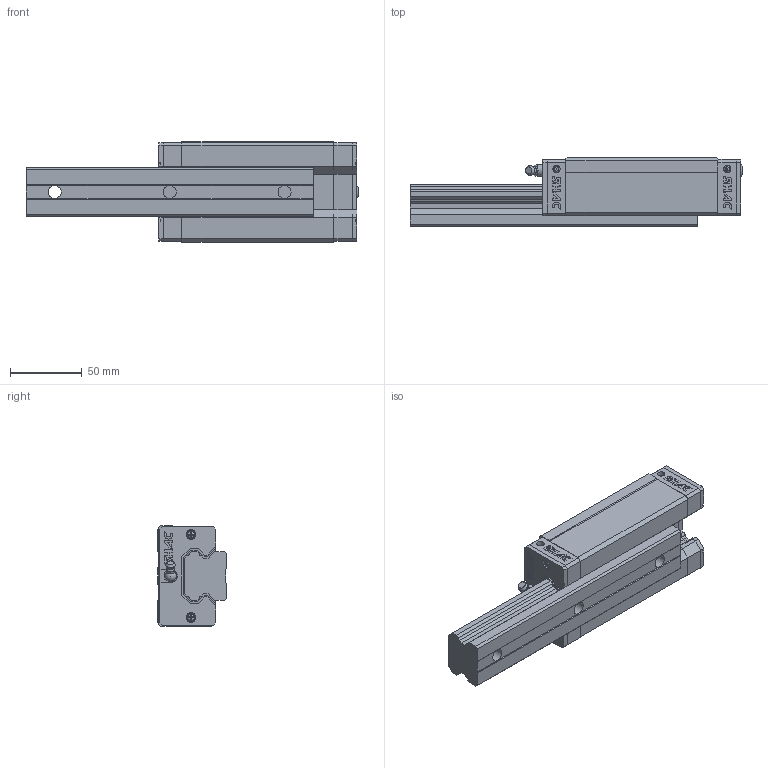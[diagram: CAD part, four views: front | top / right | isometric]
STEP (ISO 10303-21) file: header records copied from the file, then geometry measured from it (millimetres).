
FILE_DESCRIPTION(/* description */ ('STEP AP214'),/* implementation_level */ '2;1');
FILE_NAME(/* name */ 'GHL35HA1R200Z0H-20_20(1_1)',/* time_stamp */ '2025-09-18T14:07:18+02:00',/* author */ ('License CC BY-ND 4.0'),/* organization */ ('CADENAS'),/* preprocessor_version */ 'ST-DEVELOPER v19.3',/* originating_system */ 'PARTsolutions',/* authorisation */ ' ');
FILE_SCHEMA (('AUTOMOTIVE_DESIGN {1 0 10303 214 3 1 1}'));
Length unit declared in the file: millimetre
Products named in the file (8): GHL35HA1R200Z0H-20/20(1_1); GHR35R200H+RC-20/20(1)_RAIL; GHL35HA_SLIDER; GHL35HA_C; GHL35HA_P; GH35_SCREW; GH35_BOLT; GH35-_G
Assembly tree (12 placements, depth 2):
  GHL35HA1R200Z0H-20/20(1_1)
    GHR35R200H+RC-20/20(1)_RAIL
    GHL35HA_SLIDER
    GHL35HA_C  x2
    GHL35HA_P  x2
    GH35_SCREW  x4
    GH35_BOLT
    GH35-_G
Bounding box: 231.1 x 48 x 70 mm (x, y, z)
Volume: 459677.1 mm3; surface area: 89112.9 mm2
Topology: 12 solids, 12 shells, 771 faces, 2050 edges, 1353 vertices
Faces by surface type: plane 623, cylinder 108, cone 24, torus 11, sphere 5
Full cylindrical faces by diameter (mm): 0.656 x4, 4.5 x5, 5.1 x4, 5.43 x4, 6 x2, 6.5 x2, 6.647 x4, 6.79 x4, 7 x2, 8 x1, 8.2 x1, 9 x3, 14 x3
Entity records: 14248 total; most frequent: CARTESIAN_POINT 2556, ORIENTED_EDGE 2354, DIRECTION 2283, EDGE_CURVE 1177, LINE 969, VECTOR 969, VERTEX_POINT 804, AXIS2_PLACEMENT_3D 657
